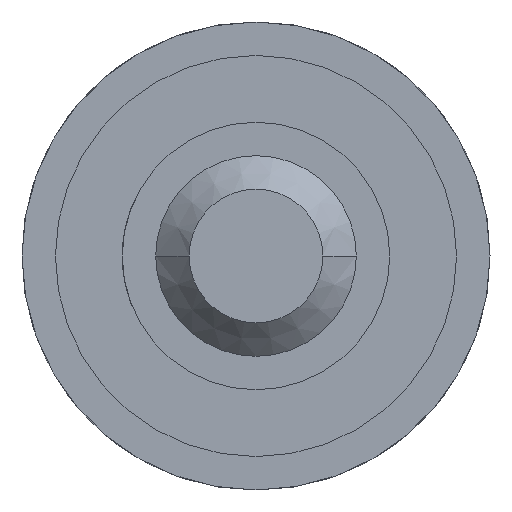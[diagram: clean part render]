
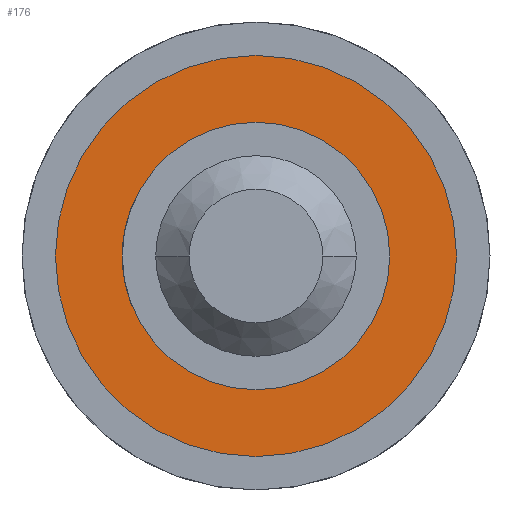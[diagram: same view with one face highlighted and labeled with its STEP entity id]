
A CAD part, left-side view. The second image highlights one B-rep face of the part: STEP entity #176.
In plain terms, the highlighted planar face has unit normal (-1, 0, 0).
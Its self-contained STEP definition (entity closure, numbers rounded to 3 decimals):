
#4 = AXIS2_PLACEMENT_3D ( 'NONE', #37, #395, #696 ) ;
#37 = CARTESIAN_POINT ( 'NONE',  ( 22.5, 0., 0. ) ) ;
#45 = CARTESIAN_POINT ( 'NONE',  ( 22.5, 0., 0. ) ) ;
#48 = CARTESIAN_POINT ( 'NONE',  ( 22.5, 0., 0. ) ) ;
#61 = VERTEX_POINT ( 'NONE', #168 ) ;
#67 = AXIS2_PLACEMENT_3D ( 'NONE', #45, #409, #105 ) ;
#105 = DIRECTION ( 'NONE',  ( 0., 1., 0. ) ) ;
#110 = DIRECTION ( 'NONE',  ( 0., 1., 0. ) ) ;
#119 = VERTEX_POINT ( 'NONE', #468 ) ;
#120 = DIRECTION ( 'NONE',  ( -1., 0., 0. ) ) ;
#127 = ORIENTED_EDGE ( 'NONE', *, *, #411, .F. ) ;
#145 = CIRCLE ( 'NONE', #67, 6. ) ;
#148 = ORIENTED_EDGE ( 'NONE', *, *, #434, .F. ) ;
#150 = DIRECTION ( 'NONE',  ( 0., 1., 0. ) ) ;
#168 = CARTESIAN_POINT ( 'NONE',  ( 22.5, 6., 0. ) ) ;
#171 = DIRECTION ( 'NONE',  ( 1., 0., 0. ) ) ;
#176 = ADVANCED_FACE ( 'NONE', ( #729, #513 ), #478, .T. ) ;
#230 = AXIS2_PLACEMENT_3D ( 'NONE', #48, #171, #110 ) ;
#241 = VERTEX_POINT ( 'NONE', #551 ) ;
#290 = ORIENTED_EDGE ( 'NONE', *, *, #653, .T. ) ;
#310 = EDGE_LOOP ( 'NONE', ( #148, #127 ) ) ;
#391 = EDGE_LOOP ( 'NONE', ( #290, #437 ) ) ;
#395 = DIRECTION ( 'NONE',  ( 1., 0., 0. ) ) ;
#409 = DIRECTION ( 'NONE',  ( 1., 0., 0. ) ) ;
#411 = EDGE_CURVE ( 'NONE', #119, #61, #145, .T. ) ;
#415 = AXIS2_PLACEMENT_3D ( 'NONE', #748, #571, #150 ) ;
#434 = EDGE_CURVE ( 'NONE', #61, #119, #684, .T. ) ;
#437 = ORIENTED_EDGE ( 'NONE', *, *, #771, .T. ) ;
#468 = CARTESIAN_POINT ( 'NONE',  ( 22.5, -6., 0. ) ) ;
#471 = CARTESIAN_POINT ( 'NONE',  ( 22.5, 4., 0. ) ) ;
#478 = PLANE ( 'NONE',  #565 ) ;
#495 = CIRCLE ( 'NONE', #4, 4. ) ;
#513 = FACE_OUTER_BOUND ( 'NONE', #310, .T. ) ;
#551 = CARTESIAN_POINT ( 'NONE',  ( 22.5, -4., 0. ) ) ;
#565 = AXIS2_PLACEMENT_3D ( 'NONE', #471, #120, #592 ) ;
#571 = DIRECTION ( 'NONE',  ( 1., 0., 0. ) ) ;
#592 = DIRECTION ( 'NONE',  ( 0., -1., 0. ) ) ;
#603 = VERTEX_POINT ( 'NONE', #633 ) ;
#633 = CARTESIAN_POINT ( 'NONE',  ( 22.5, 4., 0. ) ) ;
#653 = EDGE_CURVE ( 'NONE', #603, #241, #672, .T. ) ;
#672 = CIRCLE ( 'NONE', #415, 4. ) ;
#684 = CIRCLE ( 'NONE', #230, 6. ) ;
#696 = DIRECTION ( 'NONE',  ( 0., 1., 0. ) ) ;
#729 = FACE_BOUND ( 'NONE', #391, .T. ) ;
#748 = CARTESIAN_POINT ( 'NONE',  ( 22.5, 0., 0. ) ) ;
#771 = EDGE_CURVE ( 'NONE', #241, #603, #495, .T. ) ;
